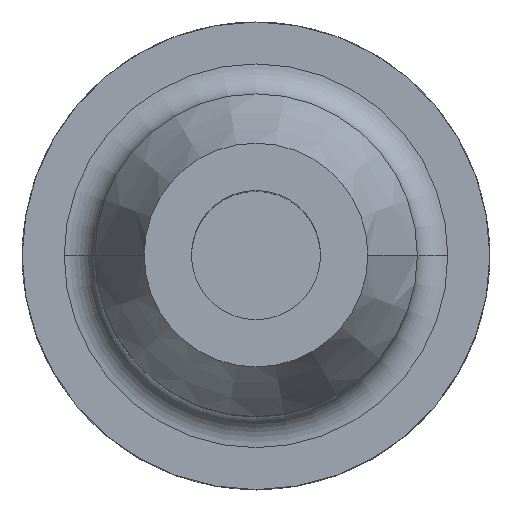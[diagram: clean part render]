
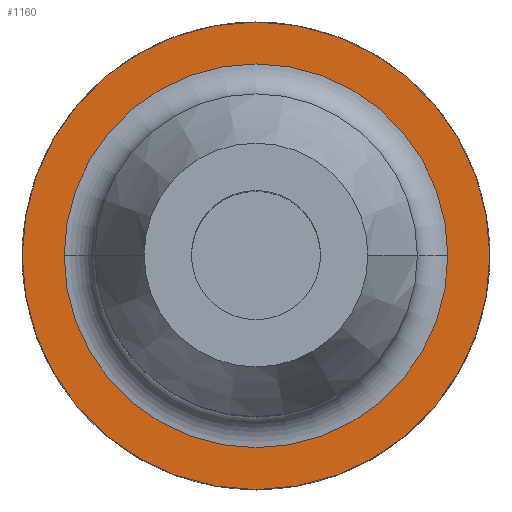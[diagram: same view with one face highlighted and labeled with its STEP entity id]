
A CAD part, top view. The second image highlights one B-rep face of the part: STEP entity #1160.
In plain terms, the highlighted planar face has unit normal (0, 0, 1).
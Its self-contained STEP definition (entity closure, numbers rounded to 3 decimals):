
#13 = VERTEX_POINT ( 'NONE', #475 ) ;
#70 = DIRECTION ( 'NONE',  ( -1., 0., 0. ) ) ;
#73 = EDGE_CURVE ( 'NONE', #853, #214, #340, .T. ) ;
#114 = CARTESIAN_POINT ( 'NONE',  ( 0., 0., 22. ) ) ;
#122 = CIRCLE ( 'NONE', #656, 18.875 ) ;
#169 = AXIS2_PLACEMENT_3D ( 'NONE', #271, #446, #70 ) ;
#214 = VERTEX_POINT ( 'NONE', #1195 ) ;
#218 = CARTESIAN_POINT ( 'NONE',  ( 0., 0., 22. ) ) ;
#267 = ORIENTED_EDGE ( 'NONE', *, *, #73, .T. ) ;
#271 = CARTESIAN_POINT ( 'NONE',  ( 0., 15.875, 22. ) ) ;
#275 = CARTESIAN_POINT ( 'NONE',  ( -23., 0., 22. ) ) ;
#340 = CIRCLE ( 'NONE', #1548, 18.875 ) ;
#342 = DIRECTION ( 'NONE',  ( -1., 0., 0. ) ) ;
#345 = EDGE_CURVE ( 'NONE', #555, #13, #985, .T. ) ;
#367 = AXIS2_PLACEMENT_3D ( 'NONE', #758, #1413, #1534 ) ;
#424 = ORIENTED_EDGE ( 'NONE', *, *, #1326, .T. ) ;
#444 = CIRCLE ( 'NONE', #367, 23. ) ;
#446 = DIRECTION ( 'NONE',  ( 0., 0., -1. ) ) ;
#475 = CARTESIAN_POINT ( 'NONE',  ( 23., 0., 22. ) ) ;
#503 = FACE_OUTER_BOUND ( 'NONE', #913, .T. ) ;
#555 = VERTEX_POINT ( 'NONE', #275 ) ;
#618 = EDGE_CURVE ( 'NONE', #13, #555, #444, .T. ) ;
#644 = AXIS2_PLACEMENT_3D ( 'NONE', #218, #1068, #342 ) ;
#656 = AXIS2_PLACEMENT_3D ( 'NONE', #1373, #696, #1159 ) ;
#696 = DIRECTION ( 'NONE',  ( 0., 0., -1. ) ) ;
#724 = DIRECTION ( 'NONE',  ( 0., 0., -1. ) ) ;
#758 = CARTESIAN_POINT ( 'NONE',  ( 0., 0., 22. ) ) ;
#853 = VERTEX_POINT ( 'NONE', #1173 ) ;
#913 = EDGE_LOOP ( 'NONE', ( #938, #1198 ) ) ;
#938 = ORIENTED_EDGE ( 'NONE', *, *, #345, .F. ) ;
#985 = CIRCLE ( 'NONE', #644, 23. ) ;
#1068 = DIRECTION ( 'NONE',  ( 0., 0., -1. ) ) ;
#1159 = DIRECTION ( 'NONE',  ( -1., 0., 0. ) ) ;
#1160 = ADVANCED_FACE ( 'NONE', ( #1193, #503 ), #1164, .F. ) ;
#1164 = PLANE ( 'NONE',  #169 ) ;
#1173 = CARTESIAN_POINT ( 'NONE',  ( -18.875, 0., 22. ) ) ;
#1193 = FACE_BOUND ( 'NONE', #1240, .T. ) ;
#1195 = CARTESIAN_POINT ( 'NONE',  ( 18.875, 0., 22. ) ) ;
#1198 = ORIENTED_EDGE ( 'NONE', *, *, #618, .F. ) ;
#1240 = EDGE_LOOP ( 'NONE', ( #267, #424 ) ) ;
#1326 = EDGE_CURVE ( 'NONE', #214, #853, #122, .T. ) ;
#1339 = DIRECTION ( 'NONE',  ( -1., 0., 0. ) ) ;
#1373 = CARTESIAN_POINT ( 'NONE',  ( 0., 0., 22. ) ) ;
#1413 = DIRECTION ( 'NONE',  ( 0., 0., -1. ) ) ;
#1534 = DIRECTION ( 'NONE',  ( -1., 0., 0. ) ) ;
#1548 = AXIS2_PLACEMENT_3D ( 'NONE', #114, #724, #1339 ) ;
